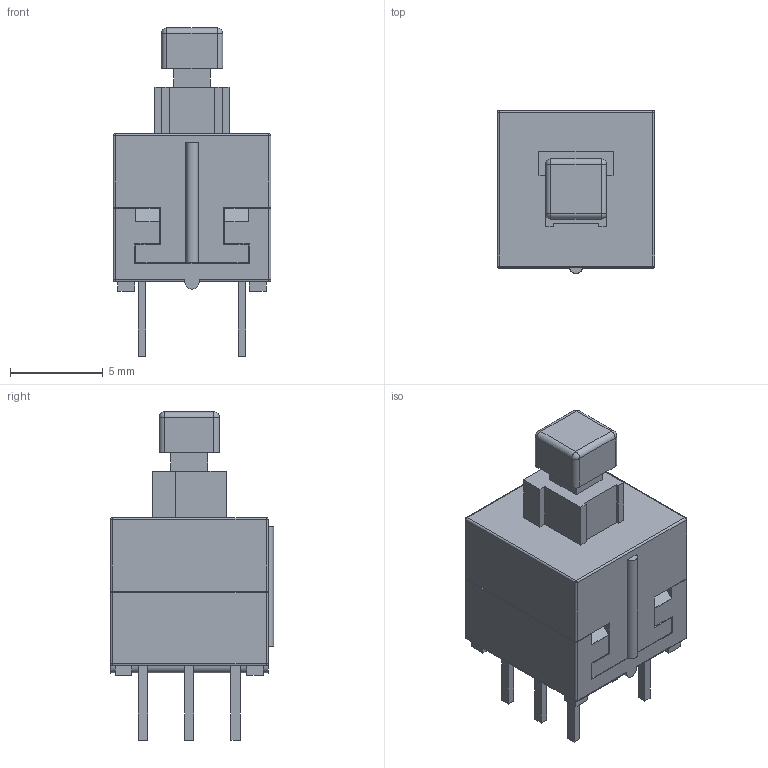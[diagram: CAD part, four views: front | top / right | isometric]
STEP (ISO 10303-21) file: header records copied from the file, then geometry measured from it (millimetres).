
FILE_DESCRIPTION(/* description */ ('Unknown'),/* implementation_level */ '2;1');
FILE_NAME(/* name */ 'TL2202OAYA',/* time_stamp */ '2024-06-27T13:55:32+02:00',/* author */ ('Unknown'),/* organization */ ('Unknown'),/* preprocessor_version */ 'ST-DEVELOPER v18.102',/* originating_system */ 'Solid Edge',/* authorisation */ 'Unknown');
FILE_SCHEMA (('AUTOMOTIVE_DESIGN {1 0 10303 214 3 1 1}'));
Length unit declared in the file: millimetre
Products named in the file (1): TL2202OAYA
Bounding box: 8.5 x 8.8 x 17.7 mm (x, y, z)
Volume: 645.6 mm3; surface area: 612.9 mm2
Topology: 1 solids, 1 shells, 177 faces, 462 edges, 288 vertices
Faces by surface type: plane 137, cylinder 28, sphere 12
Entity records: 6496 total; most frequent: CARTESIAN_POINT 928, ORIENTED_EDGE 900, DIRECTION 854, EDGE_CURVE 450, LINE 394, VECTOR 394, VERTEX_POINT 288, AXIS2_PLACEMENT_3D 230
